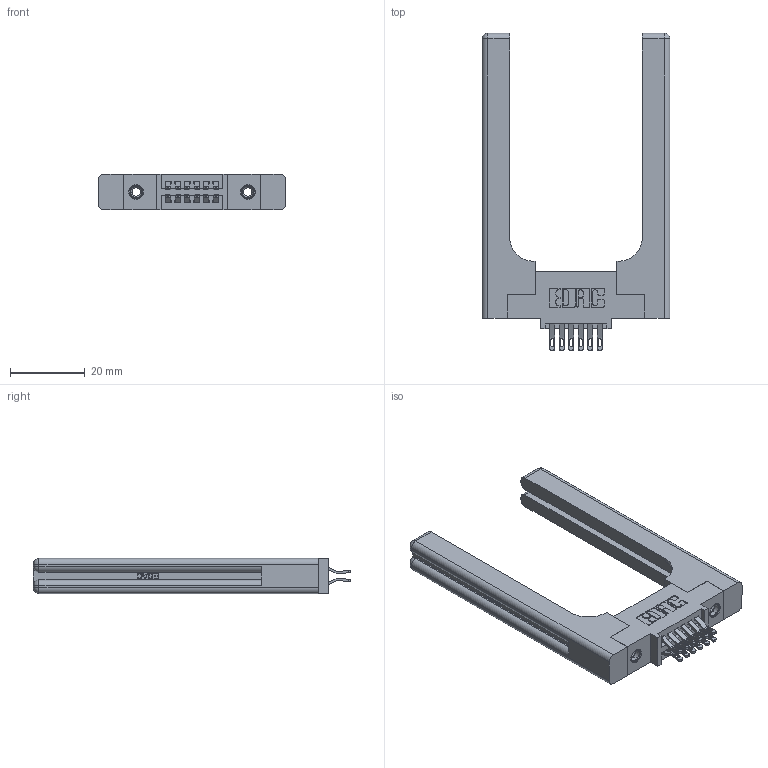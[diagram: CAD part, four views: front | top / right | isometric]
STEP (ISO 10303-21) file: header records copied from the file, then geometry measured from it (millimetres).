
FILE_DESCRIPTION (( 'STEP AP203' ), '1' );
FILE_NAME ('345-012-555-558.STEP', '2019-10-26T16:39:39', ( '' ), ( '' ), 'SwSTEP 2.0', 'SolidWorks 2016', '' );
FILE_SCHEMA (( 'CONFIG_CONTROL_DESIGN' ));
Length unit declared in the file: inch
Products named in the file (5): 345-220-058_345-220-058; 345-292-001_555 Tail; 345-250-001_345-250-001-102; 345-012-555-558; 345 Part_0.110 Offset - 0.156 Dia-TH
Assembly tree (17 placements, depth 2):
  345-012-555-558
    345 Part_0.110 Offset - 0.156 Dia-TH
    345-292-001_555 Tail  x12
    345-250-001_345-250-001-102  x2
    345-220-058_345-220-058  x2
Bounding box: 50.27 x 84.89 x 9.4 mm (x, y, z)
Volume: 12985.3 mm3; surface area: 11242.4 mm2
Topology: 17 solids, 17 shells, 1058 faces, 3143 edges, 2074 vertices
Faces by surface type: plane 604, cylinder 394, bspline 36, cone 12, sphere 8, torus 4
Entity records: 15194 total; most frequent: CARTESIAN_POINT 3611, ORIENTED_EDGE 2312, DIRECTION 2128, EDGE_CURVE 1156, LINE 888, VECTOR 888, VERTEX_POINT 762, AXIS2_PLACEMENT_3D 620
